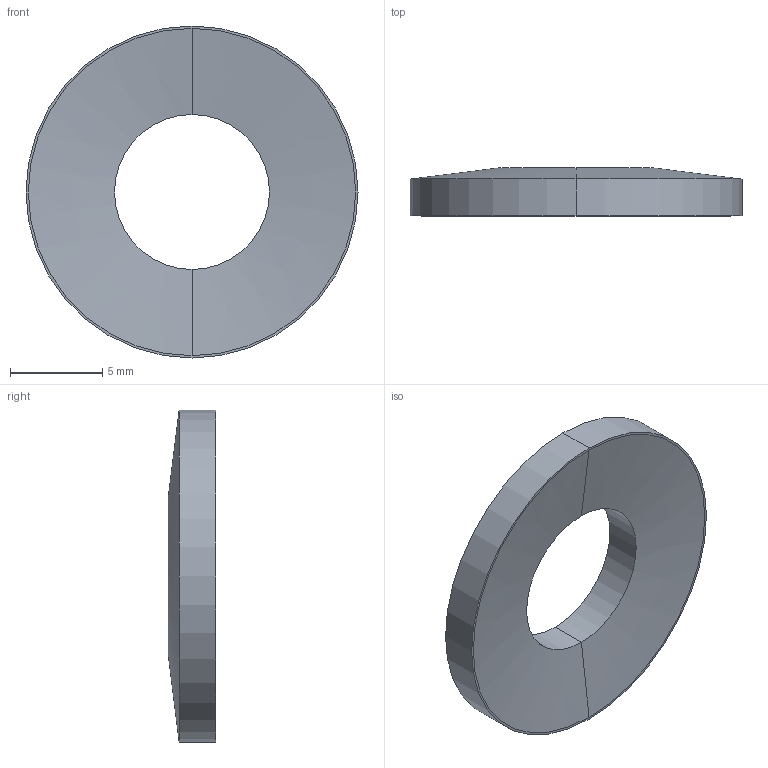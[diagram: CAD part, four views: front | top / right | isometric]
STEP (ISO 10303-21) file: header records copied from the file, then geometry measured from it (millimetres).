
FILE_DESCRIPTION (( 'STEP AP214' ), '1' );
FILE_NAME ('FO-00D-WD-M8-020 FORMAT Øàéáà Ì8 òàðåëü÷àòàÿ ïðóæèí. DIN6796 (20øò_óïàê) IEK.STEP', '2024-07-03T11:24:47', ( '' ), ( '' ), 'SwSTEP 2.0', 'SolidWorks 2022', '' );
FILE_SCHEMA (( 'AUTOMOTIVE_DESIGN' ));
Length unit declared in the file: millimetre
Products named in the file (1): FO-00D-WD-M8-020 FORMAT Шайба М8 тарельчатая пружин. DIN6796 (20шт_упак) IEK
Bounding box: 18 x 2.6 x 18 mm (x, y, z)
Volume: 401.1 mm3; surface area: 567.4 mm2
Topology: 1 solids, 1 shells, 9 faces, 18 edges, 10 vertices
Faces by surface type: cylinder 4, cone 4, plane 1
Entity records: 272 total; most frequent: DIRECTION 48, CARTESIAN_POINT 38, ORIENTED_EDGE 36, AXIS2_PLACEMENT_3D 20, EDGE_CURVE 18, EDGE_LOOP 10, CIRCLE 10, VERTEX_POINT 10
